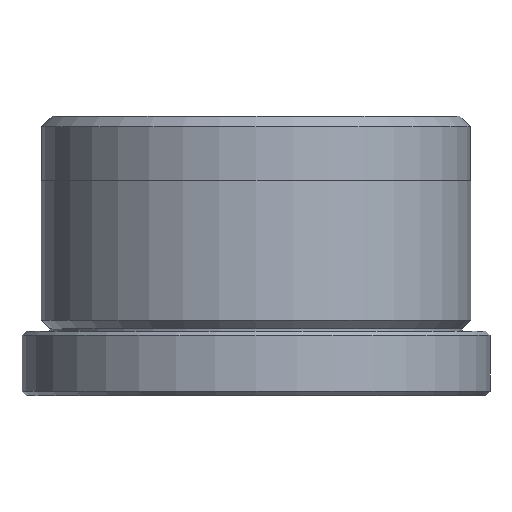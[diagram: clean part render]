
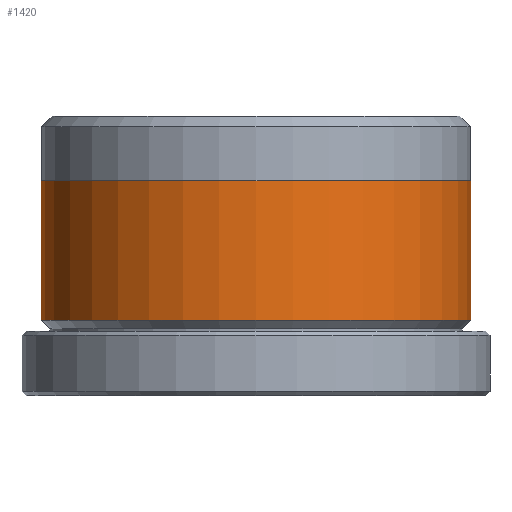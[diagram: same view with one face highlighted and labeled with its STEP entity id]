
A CAD part, front view. The second image highlights one B-rep face of the part: STEP entity #1420.
In plain terms, the highlighted cylindrical face has radius 10 mm (diameter 20 mm), a partial arc.
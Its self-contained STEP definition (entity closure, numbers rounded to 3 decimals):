
#71 = EDGE_CURVE ( 'NONE', #1056, #1507, #397, .T. ) ;
#154 = VERTEX_POINT ( 'NONE', #526 ) ;
#166 = DIRECTION ( 'NONE',  ( 0., 0., -1. ) ) ;
#191 = CYLINDRICAL_SURFACE ( 'NONE', #1682, 10. ) ;
#241 = FACE_OUTER_BOUND ( 'NONE', #575, .T. ) ;
#313 = VECTOR ( 'NONE', #1671, 1000. ) ;
#343 = CARTESIAN_POINT ( 'NONE',  ( -10., 0., 13. ) ) ;
#397 = CIRCLE ( 'NONE', #1423, 10. ) ;
#443 = ORIENTED_EDGE ( 'NONE', *, *, #876, .F. ) ;
#526 = CARTESIAN_POINT ( 'NONE',  ( 10., 0., 10. ) ) ;
#575 = EDGE_LOOP ( 'NONE', ( #1692, #443, #821, #1999 ) ) ;
#580 = CARTESIAN_POINT ( 'NONE',  ( 10., 0., 13. ) ) ;
#711 = CARTESIAN_POINT ( 'NONE',  ( 10., 0., 3.5 ) ) ;
#720 = CIRCLE ( 'NONE', #1649, 10. ) ;
#741 = LINE ( 'NONE', #580, #313 ) ;
#765 = CARTESIAN_POINT ( 'NONE',  ( 0., 0., 10. ) ) ;
#767 = VERTEX_POINT ( 'NONE', #1654 ) ;
#821 = ORIENTED_EDGE ( 'NONE', *, *, #1956, .T. ) ;
#876 = EDGE_CURVE ( 'NONE', #767, #154, #720, .T. ) ;
#924 = DIRECTION ( 'NONE',  ( 1., 0., 0. ) ) ;
#1056 = VERTEX_POINT ( 'NONE', #711 ) ;
#1127 = CARTESIAN_POINT ( 'NONE',  ( 0., 0., 13. ) ) ;
#1139 = EDGE_CURVE ( 'NONE', #154, #1056, #741, .T. ) ;
#1261 = LINE ( 'NONE', #343, #1758 ) ;
#1420 = ADVANCED_FACE ( 'NONE', ( #241 ), #191, .T. ) ;
#1423 = AXIS2_PLACEMENT_3D ( 'NONE', #1656, #1635, #1631 ) ;
#1507 = VERTEX_POINT ( 'NONE', #1958 ) ;
#1631 = DIRECTION ( 'NONE',  ( -1., 0., 0. ) ) ;
#1635 = DIRECTION ( 'NONE',  ( 0., 0., -1. ) ) ;
#1649 = AXIS2_PLACEMENT_3D ( 'NONE', #765, #1850, #924 ) ;
#1654 = CARTESIAN_POINT ( 'NONE',  ( -10., 0., 10. ) ) ;
#1656 = CARTESIAN_POINT ( 'NONE',  ( 0., 0., 3.5 ) ) ;
#1671 = DIRECTION ( 'NONE',  ( 0., 0., -1. ) ) ;
#1682 = AXIS2_PLACEMENT_3D ( 'NONE', #1127, #166, #2033 ) ;
#1692 = ORIENTED_EDGE ( 'NONE', *, *, #1139, .F. ) ;
#1756 = DIRECTION ( 'NONE',  ( 0., 0., -1. ) ) ;
#1758 = VECTOR ( 'NONE', #1756, 1000. ) ;
#1850 = DIRECTION ( 'NONE',  ( 0., 0., 1. ) ) ;
#1956 = EDGE_CURVE ( 'NONE', #767, #1507, #1261, .T. ) ;
#1958 = CARTESIAN_POINT ( 'NONE',  ( -10., 0., 3.5 ) ) ;
#1999 = ORIENTED_EDGE ( 'NONE', *, *, #71, .F. ) ;
#2033 = DIRECTION ( 'NONE',  ( -1., 0., 0. ) ) ;
